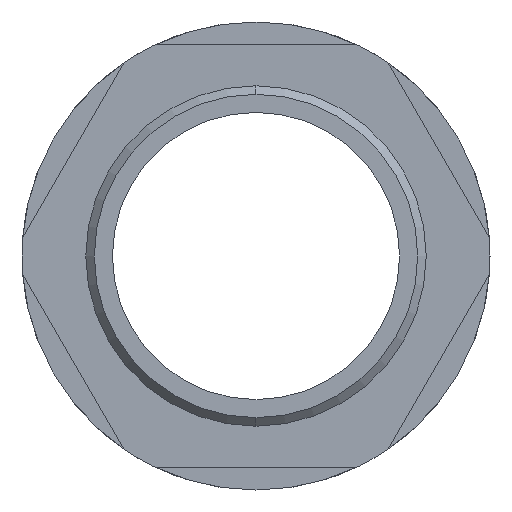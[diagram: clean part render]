
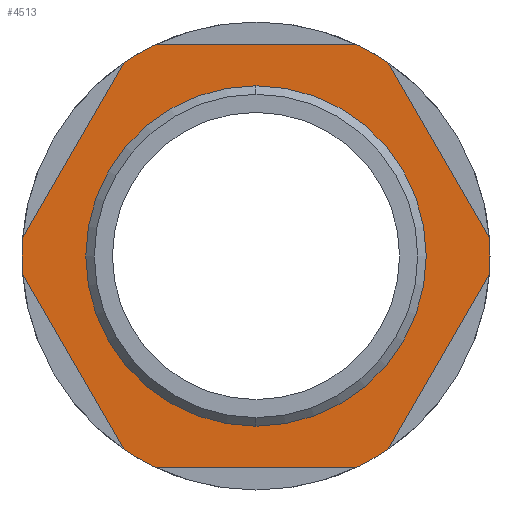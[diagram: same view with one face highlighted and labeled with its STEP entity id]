
A CAD part, left-side view. The second image highlights one B-rep face of the part: STEP entity #4513.
In plain terms, the highlighted planar face has unit normal (-1, 0, 0).
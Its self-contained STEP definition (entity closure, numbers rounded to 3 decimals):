
#59 = ORIENTED_EDGE ( 'NONE', *, *, #1900, .F. ) ;
#69 = CARTESIAN_POINT ( 'NONE',  ( 8.7, -11.46, -19.85 ) ) ;
#82 = VERTEX_POINT ( 'NONE', #2763 ) ;
#121 = DIRECTION ( 'NONE',  ( 0., 0., -1. ) ) ;
#131 = VERTEX_POINT ( 'NONE', #1325 ) ;
#139 = DIRECTION ( 'NONE',  ( 1., 0., 0. ) ) ;
#145 = DIRECTION ( 'NONE',  ( 0., 0., -1. ) ) ;
#177 = VERTEX_POINT ( 'NONE', #3424 ) ;
#225 = ORIENTED_EDGE ( 'NONE', *, *, #3148, .F. ) ;
#389 = EDGE_CURVE ( 'NONE', #669, #2563, #4172, .T. ) ;
#401 = DIRECTION ( 'NONE',  ( 0., -1., 0. ) ) ;
#482 = CARTESIAN_POINT ( 'NONE',  ( 8.7, 9.486, 19.85 ) ) ;
#492 = DIRECTION ( 'NONE',  ( 0., 0., 1. ) ) ;
#616 = AXIS2_PLACEMENT_3D ( 'NONE', #1859, #2568, #492 ) ;
#644 = ORIENTED_EDGE ( 'NONE', *, *, #1629, .T. ) ;
#646 = DIRECTION ( 'NONE',  ( -1., 0., 0. ) ) ;
#669 = VERTEX_POINT ( 'NONE', #4476 ) ;
#774 = CARTESIAN_POINT ( 'NONE',  ( 8.7, 0., 0. ) ) ;
#800 = CARTESIAN_POINT ( 'NONE',  ( 8.7, 0., 0. ) ) ;
#910 = LINE ( 'NONE', #2829, #4572 ) ;
#923 = EDGE_LOOP ( 'NONE', ( #3408, #4519, #2818, #59, #3659, #4458, #644, #1760, #3292, #225, #2014, #1567 ) ) ;
#939 = EDGE_CURVE ( 'NONE', #2392, #2066, #2436, .T. ) ;
#1030 = FACE_BOUND ( 'NONE', #2231, .T. ) ;
#1106 = DIRECTION ( 'NONE',  ( 0., 0., 1. ) ) ;
#1128 = CARTESIAN_POINT ( 'NONE',  ( 8.7, -11.46, 19.85 ) ) ;
#1143 = DIRECTION ( 'NONE',  ( 0., 0., -1. ) ) ;
#1169 = PLANE ( 'NONE',  #616 ) ;
#1213 = CARTESIAN_POINT ( 'NONE',  ( 8.7, 12.448, -18.14 ) ) ;
#1242 = CARTESIAN_POINT ( 'NONE',  ( 8.7, -9.486, 19.85 ) ) ;
#1266 = AXIS2_PLACEMENT_3D ( 'NONE', #800, #3214, #1143 ) ;
#1271 = DIRECTION ( 'NONE',  ( 1., 0., 0. ) ) ;
#1279 = VECTOR ( 'NONE', #4135, 1000. ) ;
#1325 = CARTESIAN_POINT ( 'NONE',  ( 8.7, 0., -16. ) ) ;
#1482 = AXIS2_PLACEMENT_3D ( 'NONE', #2596, #2553, #2510 ) ;
#1497 = EDGE_CURVE ( 'NONE', #4063, #2066, #910, .T. ) ;
#1509 = VECTOR ( 'NONE', #401, 1000. ) ;
#1537 = DIRECTION ( 'NONE',  ( 1., 0., 0. ) ) ;
#1567 = ORIENTED_EDGE ( 'NONE', *, *, #3960, .F. ) ;
#1629 = EDGE_CURVE ( 'NONE', #2392, #2563, #2433, .T. ) ;
#1648 = LINE ( 'NONE', #4433, #4276 ) ;
#1760 = ORIENTED_EDGE ( 'NONE', *, *, #389, .F. ) ;
#1859 = CARTESIAN_POINT ( 'NONE',  ( 8.7, 0., 0. ) ) ;
#1900 = EDGE_CURVE ( 'NONE', #4063, #177, #2693, .T. ) ;
#1938 = VERTEX_POINT ( 'NONE', #482 ) ;
#2014 = ORIENTED_EDGE ( 'NONE', *, *, #3059, .T. ) ;
#2040 = CIRCLE ( 'NONE', #3133, 16. ) ;
#2066 = VERTEX_POINT ( 'NONE', #1213 ) ;
#2119 = DIRECTION ( 'NONE',  ( 0., -0.5, -0.866 ) ) ;
#2159 = CARTESIAN_POINT ( 'NONE',  ( 8.7, 12.448, 18.14 ) ) ;
#2175 = VERTEX_POINT ( 'NONE', #2655 ) ;
#2176 = DIRECTION ( 'NONE',  ( 0., 1., 0. ) ) ;
#2207 = DIRECTION ( 'NONE',  ( 1., 0., 0. ) ) ;
#2209 = LINE ( 'NONE', #2356, #1279 ) ;
#2213 = CARTESIAN_POINT ( 'NONE',  ( 8.7, 0., 0. ) ) ;
#2231 = EDGE_LOOP ( 'NONE', ( #2696, #2266 ) ) ;
#2266 = ORIENTED_EDGE ( 'NONE', *, *, #2268, .F. ) ;
#2268 = EDGE_CURVE ( 'NONE', #131, #2657, #2040, .T. ) ;
#2336 = AXIS2_PLACEMENT_3D ( 'NONE', #3639, #1537, #4011 ) ;
#2356 = CARTESIAN_POINT ( 'NONE',  ( 8.7, 11.46, 19.85 ) ) ;
#2392 = VERTEX_POINT ( 'NONE', #2773 ) ;
#2433 = LINE ( 'NONE', #2531, #1509 ) ;
#2436 = CIRCLE ( 'NONE', #3658, 22. ) ;
#2510 = DIRECTION ( 'NONE',  ( 0., 0., -1. ) ) ;
#2516 = EDGE_CURVE ( 'NONE', #3735, #177, #2209, .T. ) ;
#2531 = CARTESIAN_POINT ( 'NONE',  ( 8.7, 11.46, -19.85 ) ) ;
#2553 = DIRECTION ( 'NONE',  ( 1., 0., 0. ) ) ;
#2563 = VERTEX_POINT ( 'NONE', #2718 ) ;
#2568 = DIRECTION ( 'NONE',  ( -1., 0., 0. ) ) ;
#2590 = CIRCLE ( 'NONE', #3650, 16. ) ;
#2596 = CARTESIAN_POINT ( 'NONE',  ( 8.7, 0., 0. ) ) ;
#2655 = CARTESIAN_POINT ( 'NONE',  ( 8.7, -12.448, 18.14 ) ) ;
#2657 = VERTEX_POINT ( 'NONE', #4577 ) ;
#2661 = FACE_OUTER_BOUND ( 'NONE', #923, .T. ) ;
#2683 = CARTESIAN_POINT ( 'NONE',  ( 8.7, -21.933, -1.71 ) ) ;
#2693 = CIRCLE ( 'NONE', #4213, 22. ) ;
#2696 = ORIENTED_EDGE ( 'NONE', *, *, #3712, .F. ) ;
#2711 = CARTESIAN_POINT ( 'NONE',  ( 8.7, 0., 0. ) ) ;
#2718 = CARTESIAN_POINT ( 'NONE',  ( 8.7, -9.486, -19.85 ) ) ;
#2763 = CARTESIAN_POINT ( 'NONE',  ( 8.7, -21.933, 1.71 ) ) ;
#2773 = CARTESIAN_POINT ( 'NONE',  ( 8.7, 9.486, -19.85 ) ) ;
#2818 = ORIENTED_EDGE ( 'NONE', *, *, #2516, .T. ) ;
#2829 = CARTESIAN_POINT ( 'NONE',  ( 8.7, 22.921, 0. ) ) ;
#2832 = EDGE_CURVE ( 'NONE', #3091, #1938, #2858, .T. ) ;
#2858 = LINE ( 'NONE', #1128, #3701 ) ;
#2952 = EDGE_CURVE ( 'NONE', #3735, #1938, #3869, .T. ) ;
#3007 = CIRCLE ( 'NONE', #1266, 22. ) ;
#3052 = DIRECTION ( 'NONE',  ( 0., 0., 1. ) ) ;
#3059 = EDGE_CURVE ( 'NONE', #82, #2175, #1648, .T. ) ;
#3091 = VERTEX_POINT ( 'NONE', #1242 ) ;
#3133 = AXIS2_PLACEMENT_3D ( 'NONE', #2711, #646, #3052 ) ;
#3148 = EDGE_CURVE ( 'NONE', #82, #3552, #4152, .T. ) ;
#3183 = DIRECTION ( 'NONE',  ( -1., 0., 0. ) ) ;
#3214 = DIRECTION ( 'NONE',  ( 1., 0., 0. ) ) ;
#3292 = ORIENTED_EDGE ( 'NONE', *, *, #3920, .T. ) ;
#3348 = CARTESIAN_POINT ( 'NONE',  ( 8.7, 0., 0. ) ) ;
#3408 = ORIENTED_EDGE ( 'NONE', *, *, #2832, .T. ) ;
#3424 = CARTESIAN_POINT ( 'NONE',  ( 8.7, 21.933, 1.71 ) ) ;
#3452 = VECTOR ( 'NONE', #3908, 1000. ) ;
#3552 = VERTEX_POINT ( 'NONE', #2683 ) ;
#3639 = CARTESIAN_POINT ( 'NONE',  ( 8.7, 0., 0. ) ) ;
#3650 = AXIS2_PLACEMENT_3D ( 'NONE', #774, #3183, #1106 ) ;
#3658 = AXIS2_PLACEMENT_3D ( 'NONE', #2213, #139, #121 ) ;
#3659 = ORIENTED_EDGE ( 'NONE', *, *, #1497, .T. ) ;
#3701 = VECTOR ( 'NONE', #2176, 1000. ) ;
#3712 = EDGE_CURVE ( 'NONE', #2657, #131, #2590, .T. ) ;
#3735 = VERTEX_POINT ( 'NONE', #2159 ) ;
#3736 = DIRECTION ( 'NONE',  ( 0., 0., -1. ) ) ;
#3869 = CIRCLE ( 'NONE', #2336, 22. ) ;
#3908 = DIRECTION ( 'NONE',  ( 0., -0.5, 0.866 ) ) ;
#3920 = EDGE_CURVE ( 'NONE', #669, #3552, #4211, .T. ) ;
#3960 = EDGE_CURVE ( 'NONE', #3091, #2175, #3007, .T. ) ;
#4011 = DIRECTION ( 'NONE',  ( 0., 0., -1. ) ) ;
#4016 = AXIS2_PLACEMENT_3D ( 'NONE', #3348, #1271, #3736 ) ;
#4054 = DIRECTION ( 'NONE',  ( 0., 0.5, 0.866 ) ) ;
#4063 = VERTEX_POINT ( 'NONE', #4409 ) ;
#4135 = DIRECTION ( 'NONE',  ( 0., 0.5, -0.866 ) ) ;
#4152 = CIRCLE ( 'NONE', #4016, 22. ) ;
#4172 = CIRCLE ( 'NONE', #1482, 22. ) ;
#4211 = LINE ( 'NONE', #69, #3452 ) ;
#4213 = AXIS2_PLACEMENT_3D ( 'NONE', #4360, #2207, #145 ) ;
#4276 = VECTOR ( 'NONE', #4054, 1000. ) ;
#4360 = CARTESIAN_POINT ( 'NONE',  ( 8.7, 0., 0. ) ) ;
#4409 = CARTESIAN_POINT ( 'NONE',  ( 8.7, 21.933, -1.71 ) ) ;
#4433 = CARTESIAN_POINT ( 'NONE',  ( 8.7, -22.921, 0. ) ) ;
#4458 = ORIENTED_EDGE ( 'NONE', *, *, #939, .F. ) ;
#4476 = CARTESIAN_POINT ( 'NONE',  ( 8.7, -12.448, -18.14 ) ) ;
#4513 = ADVANCED_FACE ( 'NONE', ( #1030, #2661 ), #1169, .T. ) ;
#4519 = ORIENTED_EDGE ( 'NONE', *, *, #2952, .F. ) ;
#4572 = VECTOR ( 'NONE', #2119, 1000. ) ;
#4577 = CARTESIAN_POINT ( 'NONE',  ( 8.7, 0., 16. ) ) ;
